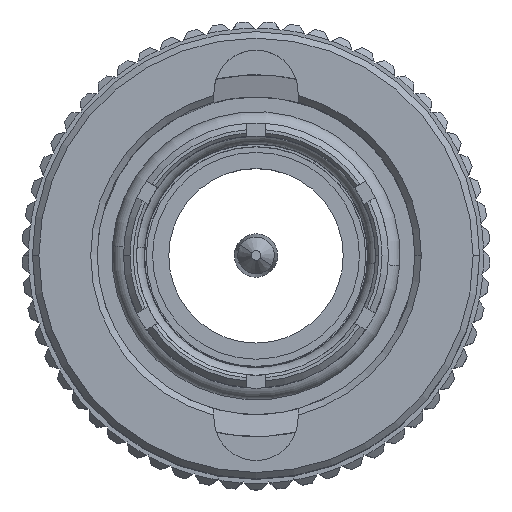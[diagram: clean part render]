
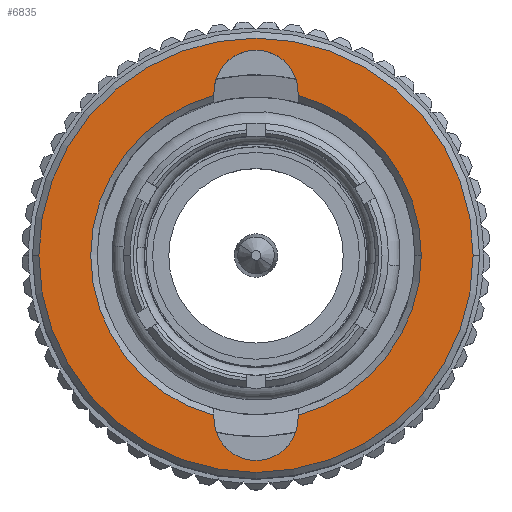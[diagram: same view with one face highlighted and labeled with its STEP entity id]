
A CAD part, top view. The second image highlights one B-rep face of the part: STEP entity #6835.
In plain terms, the highlighted planar face has unit normal (0, 0, 1).
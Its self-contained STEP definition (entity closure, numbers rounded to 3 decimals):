
#191 = CARTESIAN_POINT ( 'NONE',  ( 25.045, -11.18, 19.205 ) ) ;
#279 = ORIENTED_EDGE ( 'NONE', *, *, #12144, .F. ) ;
#282 = EDGE_CURVE ( 'NONE', #7775, #13852, #3363, .T. ) ;
#286 = ORIENTED_EDGE ( 'NONE', *, *, #13923, .F. ) ;
#313 = VERTEX_POINT ( 'NONE', #191 ) ;
#585 = EDGE_CURVE ( 'NONE', #9098, #13852, #7590, .T. ) ;
#605 = VERTEX_POINT ( 'NONE', #8966 ) ;
#614 = EDGE_CURVE ( 'NONE', #13042, #313, #12290, .T. ) ;
#633 = CARTESIAN_POINT ( 'NONE',  ( 31.46, -16.127, 19.205 ) ) ;
#647 = VECTOR ( 'NONE', #4618, 1000. ) ;
#746 = DIRECTION ( 'NONE',  ( 1., 0., 0. ) ) ;
#907 = DIRECTION ( 'NONE',  ( 1., 0., 0. ) ) ;
#1267 = VERTEX_POINT ( 'NONE', #12033 ) ;
#1293 = VERTEX_POINT ( 'NONE', #5337 ) ;
#1383 = AXIS2_PLACEMENT_3D ( 'NONE', #9552, #12887, #9623 ) ;
#1390 = DIRECTION ( 'NONE',  ( 1., 0., 0. ) ) ;
#1408 = CARTESIAN_POINT ( 'NONE',  ( 33.065, -16.127, 19.205 ) ) ;
#1421 = VECTOR ( 'NONE', #2352, 1000. ) ;
#1793 = EDGE_LOOP ( 'NONE', ( #9063, #11353 ) ) ;
#2039 = DIRECTION ( 'NONE',  ( 1., 0., 0. ) ) ;
#2151 = DIRECTION ( 'NONE',  ( 1., 0., 0. ) ) ;
#2206 = EDGE_CURVE ( 'NONE', #605, #13042, #7883, .T. ) ;
#2352 = DIRECTION ( 'NONE',  ( 0., -1., 0. ) ) ;
#2780 = CIRCLE ( 'NONE', #5550, 5.115 ) ;
#3039 = VERTEX_POINT ( 'NONE', #1408 ) ;
#3363 = LINE ( 'NONE', #7765, #5386 ) ;
#3407 = CARTESIAN_POINT ( 'NONE',  ( 25.045, -21.177, 19.205 ) ) ;
#3538 = EDGE_CURVE ( 'NONE', #1293, #9098, #7406, .T. ) ;
#3611 = DIRECTION ( 'NONE',  ( 0., 0., 1. ) ) ;
#3759 = CARTESIAN_POINT ( 'NONE',  ( 26.345, -21.177, 19.205 ) ) ;
#4211 = DIRECTION ( 'NONE',  ( 0., 0., -1. ) ) ;
#4618 = DIRECTION ( 'NONE',  ( 0., 1., 0. ) ) ;
#4995 = AXIS2_PLACEMENT_3D ( 'NONE', #12914, #7629, #2151 ) ;
#5066 = CIRCLE ( 'NONE', #12680, 1.3 ) ;
#5151 = ORIENTED_EDGE ( 'NONE', *, *, #3538, .T. ) ;
#5294 = DIRECTION ( 'NONE',  ( 0., 0., -1. ) ) ;
#5337 = CARTESIAN_POINT ( 'NONE',  ( 27.645, -11.18, 19.205 ) ) ;
#5386 = VECTOR ( 'NONE', #10064, 1000. ) ;
#5550 = AXIS2_PLACEMENT_3D ( 'NONE', #8591, #5294, #746 ) ;
#5551 = VERTEX_POINT ( 'NONE', #6681 ) ;
#5700 = CIRCLE ( 'NONE', #13759, 6.72 ) ;
#5927 = CARTESIAN_POINT ( 'NONE',  ( 27.645, -21.177, 19.205 ) ) ;
#5965 = VERTEX_POINT ( 'NONE', #3407 ) ;
#6099 = ORIENTED_EDGE ( 'NONE', *, *, #585, .T. ) ;
#6142 = AXIS2_PLACEMENT_3D ( 'NONE', #13835, #9208, #11368 ) ;
#6295 = CARTESIAN_POINT ( 'NONE',  ( 25.045, -11.077, 19.205 ) ) ;
#6390 = EDGE_LOOP ( 'NONE', ( #286, #7443, #13615, #8377, #14161, #5151, #6099, #11444, #279 ) ) ;
#6681 = CARTESIAN_POINT ( 'NONE',  ( 25.045, -21.074, 19.205 ) ) ;
#6744 = CARTESIAN_POINT ( 'NONE',  ( 25.045, -11.077, 19.205 ) ) ;
#6758 = CARTESIAN_POINT ( 'NONE',  ( 25.045, -11.077, 19.205 ) ) ;
#6835 = ADVANCED_FACE ( 'NONE', ( #13199, #13128 ), #14063, .T. ) ;
#7406 = CIRCLE ( 'NONE', #11308, 5.115 ) ;
#7443 = ORIENTED_EDGE ( 'NONE', *, *, #12996, .T. ) ;
#7590 = CIRCLE ( 'NONE', #1383, 5.115 ) ;
#7618 = LINE ( 'NONE', #6758, #1421 ) ;
#7629 = DIRECTION ( 'NONE',  ( 0., 0., 1. ) ) ;
#7765 = CARTESIAN_POINT ( 'NONE',  ( 27.645, -11.077, 19.205 ) ) ;
#7775 = VERTEX_POINT ( 'NONE', #5927 ) ;
#7852 = EDGE_CURVE ( 'NONE', #1293, #605, #13354, .T. ) ;
#7883 = CIRCLE ( 'NONE', #10189, 1.3 ) ;
#8157 = DIRECTION ( 'NONE',  ( 0., 0., 1. ) ) ;
#8377 = ORIENTED_EDGE ( 'NONE', *, *, #2206, .F. ) ;
#8591 = CARTESIAN_POINT ( 'NONE',  ( 26.345, -16.127, 19.205 ) ) ;
#8966 = CARTESIAN_POINT ( 'NONE',  ( 27.645, -11.077, 19.205 ) ) ;
#9063 = ORIENTED_EDGE ( 'NONE', *, *, #9111, .T. ) ;
#9098 = VERTEX_POINT ( 'NONE', #633 ) ;
#9111 = EDGE_CURVE ( 'NONE', #1267, #3039, #12342, .T. ) ;
#9208 = DIRECTION ( 'NONE',  ( 0., 0., 1. ) ) ;
#9552 = CARTESIAN_POINT ( 'NONE',  ( 26.345, -16.127, 19.205 ) ) ;
#9623 = DIRECTION ( 'NONE',  ( 1., 0., 0. ) ) ;
#10047 = DIRECTION ( 'NONE',  ( 0., -1., 0. ) ) ;
#10064 = DIRECTION ( 'NONE',  ( 0., 1., 0. ) ) ;
#10189 = AXIS2_PLACEMENT_3D ( 'NONE', #11928, #10759, #2039 ) ;
#10759 = DIRECTION ( 'NONE',  ( 0., 0., 1. ) ) ;
#11165 = CARTESIAN_POINT ( 'NONE',  ( 27.645, -11.077, 19.205 ) ) ;
#11256 = CARTESIAN_POINT ( 'NONE',  ( 26.345, -16.127, 19.205 ) ) ;
#11308 = AXIS2_PLACEMENT_3D ( 'NONE', #13169, #4211, #907 ) ;
#11353 = ORIENTED_EDGE ( 'NONE', *, *, #11966, .T. ) ;
#11368 = DIRECTION ( 'NONE',  ( 1., 0., 0. ) ) ;
#11444 = ORIENTED_EDGE ( 'NONE', *, *, #282, .F. ) ;
#11697 = DIRECTION ( 'NONE',  ( 1., 0., 0. ) ) ;
#11928 = CARTESIAN_POINT ( 'NONE',  ( 26.345, -11.077, 19.205 ) ) ;
#11966 = EDGE_CURVE ( 'NONE', #3039, #1267, #5700, .T. ) ;
#12033 = CARTESIAN_POINT ( 'NONE',  ( 19.625, -16.127, 19.205 ) ) ;
#12144 = EDGE_CURVE ( 'NONE', #5965, #7775, #5066, .T. ) ;
#12290 = LINE ( 'NONE', #6744, #13138 ) ;
#12342 = CIRCLE ( 'NONE', #6142, 6.72 ) ;
#12680 = AXIS2_PLACEMENT_3D ( 'NONE', #3759, #8157, #11697 ) ;
#12887 = DIRECTION ( 'NONE',  ( 0., 0., -1. ) ) ;
#12914 = CARTESIAN_POINT ( 'NONE',  ( 26.345, -11.212, 19.205 ) ) ;
#12996 = EDGE_CURVE ( 'NONE', #5551, #313, #2780, .T. ) ;
#13042 = VERTEX_POINT ( 'NONE', #6295 ) ;
#13128 = FACE_OUTER_BOUND ( 'NONE', #1793, .T. ) ;
#13138 = VECTOR ( 'NONE', #10047, 1000. ) ;
#13169 = CARTESIAN_POINT ( 'NONE',  ( 26.345, -16.127, 19.205 ) ) ;
#13199 = FACE_BOUND ( 'NONE', #6390, .T. ) ;
#13354 = LINE ( 'NONE', #11165, #647 ) ;
#13615 = ORIENTED_EDGE ( 'NONE', *, *, #614, .F. ) ;
#13759 = AXIS2_PLACEMENT_3D ( 'NONE', #11256, #3611, #1390 ) ;
#13835 = CARTESIAN_POINT ( 'NONE',  ( 26.345, -16.127, 19.205 ) ) ;
#13842 = CARTESIAN_POINT ( 'NONE',  ( 27.645, -21.074, 19.205 ) ) ;
#13852 = VERTEX_POINT ( 'NONE', #13842 ) ;
#13923 = EDGE_CURVE ( 'NONE', #5551, #5965, #7618, .T. ) ;
#14063 = PLANE ( 'NONE',  #4995 ) ;
#14161 = ORIENTED_EDGE ( 'NONE', *, *, #7852, .F. ) ;
